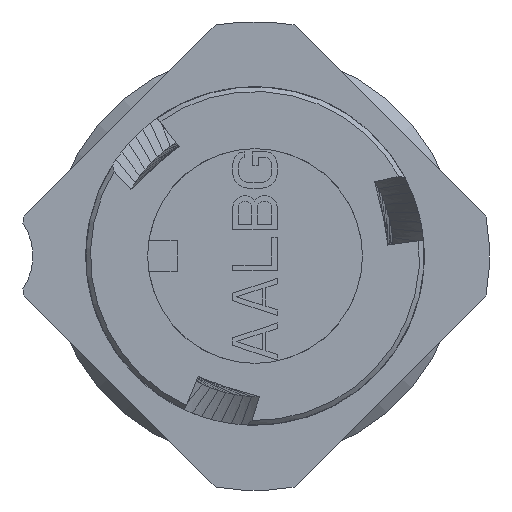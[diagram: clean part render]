
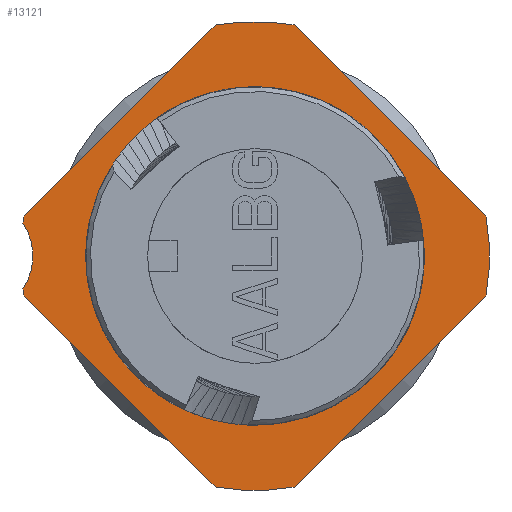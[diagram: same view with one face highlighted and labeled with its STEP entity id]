
A CAD part, left-side view. The second image highlights one B-rep face of the part: STEP entity #13121.
In plain terms, the highlighted planar face has unit normal (-1, 0, 0).
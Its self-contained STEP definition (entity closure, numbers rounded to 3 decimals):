
#2114=DIRECTION('',(0.,-0.707,0.707));
#2115=VECTOR('',#2114,14.515);
#2116=CARTESIAN_POINT('',(-5.4,12.415,2.151));
#2117=LINE('2117',#2116,#2115);
#2118=CARTESIAN_POINT('',(-5.4,0.,0.));
#2119=DIRECTION('',(-1.,0.,0.));
#2120=DIRECTION('',(0.,-0.171,0.985));
#2121=AXIS2_PLACEMENT_3D('',#2118,#2119,#2120);
#2123=DIRECTION('',(0.,-0.707,-0.707));
#2124=VECTOR('',#2123,14.515);
#2125=CARTESIAN_POINT('',(-5.4,-2.151,12.415));
#2126=LINE('2119',#2125,#2124);
#2127=CARTESIAN_POINT('',(-5.4,0.,0.));
#2128=DIRECTION('',(-1.,0.,0.));
#2129=DIRECTION('',(0.,-0.985,-0.171));
#2130=AXIS2_PLACEMENT_3D('',#2127,#2128,#2129);
#2132=DIRECTION('',(0.,0.707,-0.707));
#2133=VECTOR('',#2132,14.515);
#2134=CARTESIAN_POINT('',(-5.4,-12.415,-2.151));
#2135=LINE('2121',#2134,#2133);
#2136=CARTESIAN_POINT('',(-5.4,0.,0.));
#2137=DIRECTION('',(-1.,0.,0.));
#2138=DIRECTION('',(0.,0.171,-0.985));
#2139=AXIS2_PLACEMENT_3D('',#2136,#2137,#2138);
#2141=DIRECTION('',(0.,0.707,0.707));
#2142=VECTOR('',#2141,14.515);
#2143=CARTESIAN_POINT('',(-5.4,2.151,-12.415));
#2144=LINE('2123',#2143,#2142);
#2145=CARTESIAN_POINT('',(-5.4,0.,0.));
#2146=DIRECTION('',(-1.,0.,0.));
#2147=DIRECTION('',(0.,0.99,-0.14));
#2148=AXIS2_PLACEMENT_3D('',#2145,#2146,#2147);
#2150=CARTESIAN_POINT('',(-5.4,15.12,0.));
#2151=DIRECTION('',(-1.,0.,0.));
#2152=DIRECTION('',(0.,-0.832,-0.555));
#2153=AXIS2_PLACEMENT_3D('',#2150,#2151,#2152);
#2155=CARTESIAN_POINT('',(-5.4,0.,0.));
#2156=DIRECTION('',(-1.,0.,0.));
#2157=DIRECTION('',(0.,0.985,0.171));
#2158=AXIS2_PLACEMENT_3D('',#2155,#2156,#2157);
#2262=CARTESIAN_POINT('',(-5.4,0.,0.));
#2263=DIRECTION('',(-1.,0.,0.));
#2264=DIRECTION('',(0.,1.,0.));
#2265=AXIS2_PLACEMENT_3D('',#2262,#2263,#2264);
#3344=CARTESIAN_POINT('',(-5.4,0.,0.));
#3345=DIRECTION('',(1.,0.,0.));
#3346=DIRECTION('',(0.,1.,0.));
#3347=AXIS2_PLACEMENT_3D('',#3344,#3345,#3346);
#9664=CARTESIAN_POINT('',(-5.4,9.095,0.));
#9665=CARTESIAN_POINT('',(-5.4,-9.095,0.));
#9666=VERTEX_POINT('',#9664);
#9667=VERTEX_POINT('',#9665);
#10192=CARTESIAN_POINT('',(-5.4,12.415,2.151));
#10193=CARTESIAN_POINT('',(-5.4,2.151,12.415));
#10194=VERTEX_POINT('',#10192);
#10195=VERTEX_POINT('',#10193);
#10196=CARTESIAN_POINT('',(-5.4,-2.151,12.415));
#10197=VERTEX_POINT('',#10196);
#10198=CARTESIAN_POINT('',(-5.4,-12.415,2.151));
#10199=VERTEX_POINT('',#10198);
#10200=CARTESIAN_POINT('',(-5.4,-12.415,-2.151));
#10201=VERTEX_POINT('',#10200);
#10202=CARTESIAN_POINT('',(-5.4,-2.151,-12.415));
#10203=VERTEX_POINT('',#10202);
#10204=CARTESIAN_POINT('',(-5.4,2.151,-12.415));
#10205=VERTEX_POINT('',#10204);
#10206=CARTESIAN_POINT('',(-5.4,12.415,-2.151));
#10207=VERTEX_POINT('',#10206);
#10208=CARTESIAN_POINT('',(-5.4,12.476,1.766));
#10209=VERTEX_POINT('',#10208);
#10210=CARTESIAN_POINT('',(-5.4,12.476,-1.766));
#10211=VERTEX_POINT('',#10210);
#13098=CARTESIAN_POINT('',(-5.4,0.,0.));
#13099=DIRECTION('',(1.,0.,0.));
#13100=DIRECTION('',(0.,-1.,0.));
#13101=AXIS2_PLACEMENT_3D('',#13098,#13099,#13100);
#13102=PLANE('456',#13101);
#13103=ORIENTED_EDGE('2117',*,*,#12896,.T.);
#13104=ORIENTED_EDGE('2118',*,*,#12918,.F.);
#13105=ORIENTED_EDGE('2119',*,*,#12939,.T.);
#13106=ORIENTED_EDGE('2120',*,*,#12960,.F.);
#13107=ORIENTED_EDGE('2121',*,*,#12981,.T.);
#13108=ORIENTED_EDGE('2122',*,*,#13002,.F.);
#13109=ORIENTED_EDGE('2123',*,*,#13023,.T.);
#13110=ORIENTED_EDGE('2125',*,*,#13044,.F.);
#13111=ORIENTED_EDGE('2129',*,*,#13066,.T.);
#13112=ORIENTED_EDGE('2124',*,*,#13085,.F.);
#13113=EDGE_LOOP('456',(#13103,#13104,#13105,#13106,#13107,#13108,#13109,#13110,
#13111,#13112));
#13114=FACE_OUTER_BOUND('456',#13113,.F.);
#13116=ORIENTED_EDGE('1552',*,*,#13115,.T.);
#13118=ORIENTED_EDGE('1551',*,*,#13117,.F.);
#13119=EDGE_LOOP('456',(#13116,#13118));
#13120=FACE_BOUND('456',#13119,.F.);
#2122=CIRCLE('2118',#2121,12.6);
#2131=CIRCLE('2120',#2130,12.6);
#2140=CIRCLE('2122',#2139,12.6);
#2149=CIRCLE('2125',#2148,12.6);
#2154=CIRCLE('2129',#2153,3.18);
#2159=CIRCLE('2124',#2158,12.6);
#2266=CIRCLE('1552',#2265,9.095);
#3348=CIRCLE('1551',#3347,9.095);
#12896=EDGE_CURVE('2117',#10194,#10195,#2117,.T.);
#12918=EDGE_CURVE('2118',#10197,#10195,#2122,.T.);
#12939=EDGE_CURVE('2119',#10197,#10199,#2126,.T.);
#12960=EDGE_CURVE('2120',#10201,#10199,#2131,.T.);
#12981=EDGE_CURVE('2121',#10201,#10203,#2135,.T.);
#13002=EDGE_CURVE('2122',#10205,#10203,#2140,.T.);
#13023=EDGE_CURVE('2123',#10205,#10207,#2144,.T.);
#13044=EDGE_CURVE('2125',#10211,#10207,#2149,.T.);
#13066=EDGE_CURVE('2129',#10211,#10209,#2154,.T.);
#13085=EDGE_CURVE('2124',#10194,#10209,#2159,.T.);
#13115=EDGE_CURVE('1552',#9666,#9667,#2266,.T.);
#13117=EDGE_CURVE('1551',#9666,#9667,#3348,.T.);
#13121=ADVANCED_FACE('456',(#13114,#13120),#13102,.F.);
